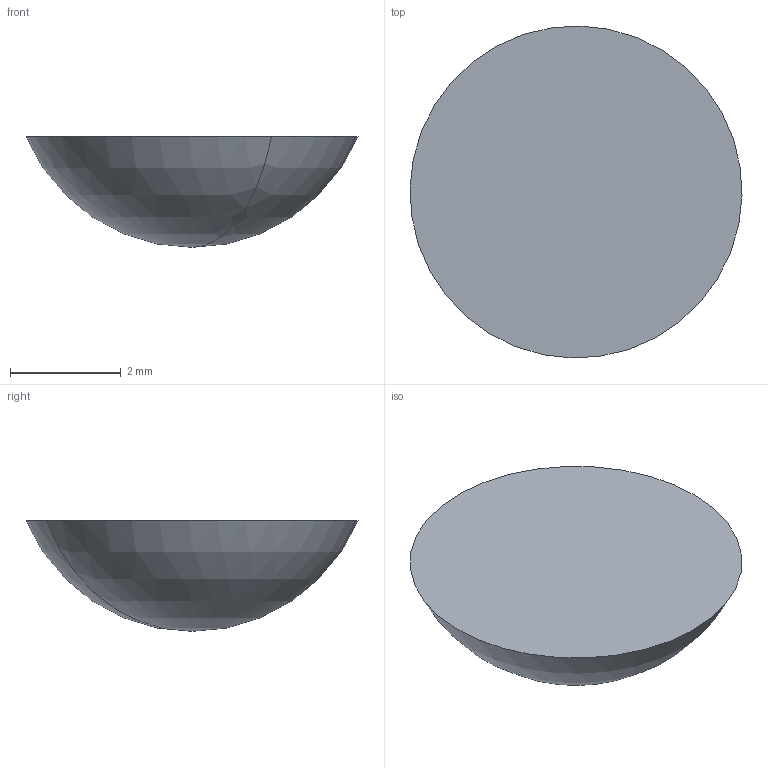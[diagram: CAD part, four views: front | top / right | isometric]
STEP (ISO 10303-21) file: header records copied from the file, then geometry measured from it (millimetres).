
FILE_DESCRIPTION(('CATIA V5 STEP Exchange'),'2;1');
FILE_NAME('Pad Silicone 6x2mm.stp','2023-09-22T12:34:39+00:00',('none'),('none'),'CATIA Version 5 Release 17 (IN-10)','CATIA V5 STEP AP214','none');
FILE_SCHEMA(('AUTOMOTIVE_DESIGN { 1 0 10303 214 1 1 1 1 }'));
Length unit declared in the file: millimetre
Products named in the file (1): Pad Silicone 6x2mm
Bounding box: 6 x 6 x 2 mm (x, y, z)
Volume: 32.5 mm3; surface area: 69.1 mm2
Topology: 1 solids, 1 shells, 3 faces, 9 edges, 7 vertices
Faces by surface type: sphere 2, plane 1
Entity records: 116 total; most frequent: CARTESIAN_POINT 19, DIRECTION 11, AXIS2_PLACEMENT_3D 8, ORIENTED_EDGE 8, CIRCLE 5, EDGE_CURVE 4, COMPOSITE_CURVE_SEGMENT 3, ADVANCED_FACE 3
